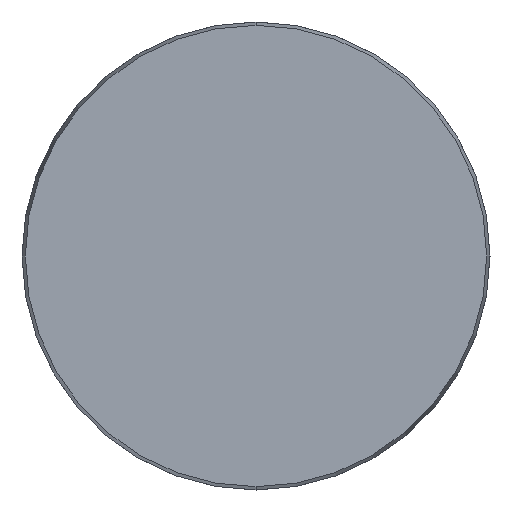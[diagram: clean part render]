
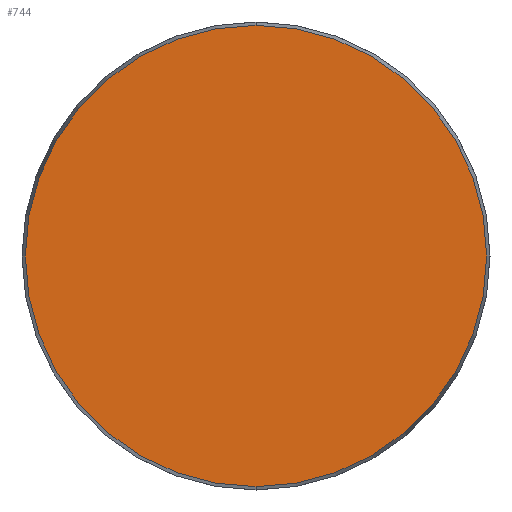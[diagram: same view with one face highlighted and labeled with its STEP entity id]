
A CAD part, front view. The second image highlights one B-rep face of the part: STEP entity #744.
In plain terms, the highlighted planar face has unit normal (0, -1, 0).
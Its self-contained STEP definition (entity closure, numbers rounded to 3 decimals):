
#46 = DIRECTION ( 'NONE',  ( 0., -1., 0. ) ) ;
#102 = VERTEX_POINT ( 'NONE', #393 ) ;
#121 = CIRCLE ( 'NONE', #926, 59.143 ) ;
#174 = DIRECTION ( 'NONE',  ( 0., -1., 0. ) ) ;
#184 = FACE_OUTER_BOUND ( 'NONE', #249, .T. ) ;
#249 = EDGE_LOOP ( 'NONE', ( #1031, #796 ) ) ;
#296 = EDGE_CURVE ( 'NONE', #652, #102, #549, .T. ) ;
#393 = CARTESIAN_POINT ( 'NONE',  ( 0., 0., 59.143 ) ) ;
#404 = AXIS2_PLACEMENT_3D ( 'NONE', #414, #738, #823 ) ;
#414 = CARTESIAN_POINT ( 'NONE',  ( -59.143, 0., 0. ) ) ;
#544 = CARTESIAN_POINT ( 'NONE',  ( 0., 0., 0. ) ) ;
#549 = CIRCLE ( 'NONE', #564, 59.143 ) ;
#564 = AXIS2_PLACEMENT_3D ( 'NONE', #683, #174, #830 ) ;
#573 = CARTESIAN_POINT ( 'NONE',  ( 0., 0., -59.143 ) ) ;
#579 = PLANE ( 'NONE',  #404 ) ;
#652 = VERTEX_POINT ( 'NONE', #573 ) ;
#683 = CARTESIAN_POINT ( 'NONE',  ( 0., 0., 0. ) ) ;
#738 = DIRECTION ( 'NONE',  ( 0., 1., 0. ) ) ;
#744 = ADVANCED_FACE ( 'NONE', ( #184 ), #579, .F. ) ;
#796 = ORIENTED_EDGE ( 'NONE', *, *, #296, .T. ) ;
#823 = DIRECTION ( 'NONE',  ( 0., 0., 1. ) ) ;
#830 = DIRECTION ( 'NONE',  ( 0., 0., -1. ) ) ;
#869 = DIRECTION ( 'NONE',  ( 0., 0., -1. ) ) ;
#896 = EDGE_CURVE ( 'NONE', #102, #652, #121, .T. ) ;
#926 = AXIS2_PLACEMENT_3D ( 'NONE', #544, #46, #869 ) ;
#1031 = ORIENTED_EDGE ( 'NONE', *, *, #896, .T. ) ;
